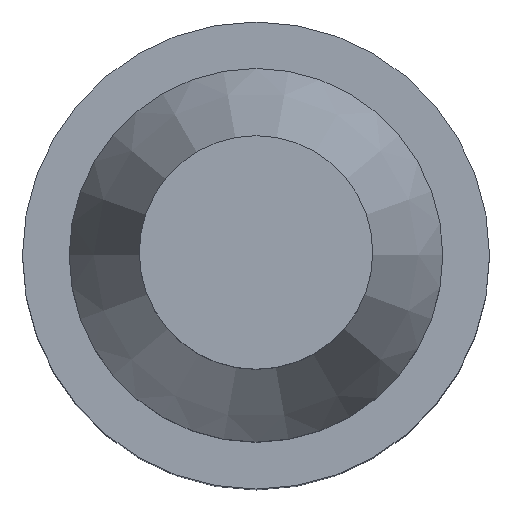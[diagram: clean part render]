
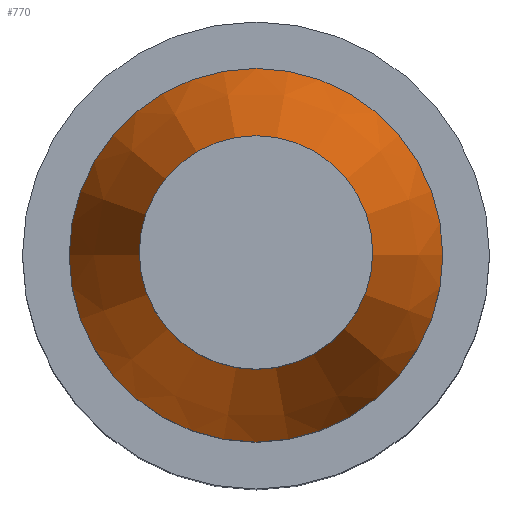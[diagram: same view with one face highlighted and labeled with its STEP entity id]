
A CAD part, top view. The second image highlights one B-rep face of the part: STEP entity #770.
In plain terms, the highlighted conical face has half-angle 19.29 degrees and reference radius 10 mm.
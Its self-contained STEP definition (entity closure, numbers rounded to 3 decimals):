
#236=FACE_BOUND($,#337,.T.);
#287=FACE_OUTER_BOUND($,#336,.T.);
#336=EDGE_LOOP($,(#688));
#337=EDGE_LOOP($,(#689));
#359=CIRCLE($,#815,4.75);
#360=CIRCLE($,#817,10.);
#429=VERTEX_POINT($,#1336);
#430=VERTEX_POINT($,#1339);
#527=EDGE_CURVE($,#429,#429,#359,.T.);
#528=EDGE_CURVE($,#430,#430,#360,.T.);
#688=ORIENTED_EDGE($,*,*,#528,.F.);
#689=ORIENTED_EDGE($,*,*,#527,.T.);
#729=CONICAL_SURFACE($,#816,10.,19.29);
#770=ADVANCED_FACE($,(#287,#236),#729,.T.);
#815=AXIS2_PLACEMENT_3D($,#1337,#961,#962);
#816=AXIS2_PLACEMENT_3D($,#1338,#963,#964);
#817=AXIS2_PLACEMENT_3D($,#1340,#965,#966);
#961=DIRECTION('center_axis',(0.,0.,-1.));
#962=DIRECTION('ref_axis',(-1.,0.,0.));
#963=DIRECTION('center_axis',(0.,0.,-1.));
#964=DIRECTION('ref_axis',(1.,0.,0.));
#965=DIRECTION('center_axis',(0.,0.,-1.));
#966=DIRECTION('ref_axis',(-1.,0.,0.));
#1336=CARTESIAN_POINT('',(-4.75,0.,51.));
#1337=CARTESIAN_POINT('Origin',(0.,0.,51.));
#1338=CARTESIAN_POINT('Origin',(0.,0.,36.));
#1339=CARTESIAN_POINT('',(10.,0.,36.));
#1340=CARTESIAN_POINT('Origin',(0.,0.,36.));
